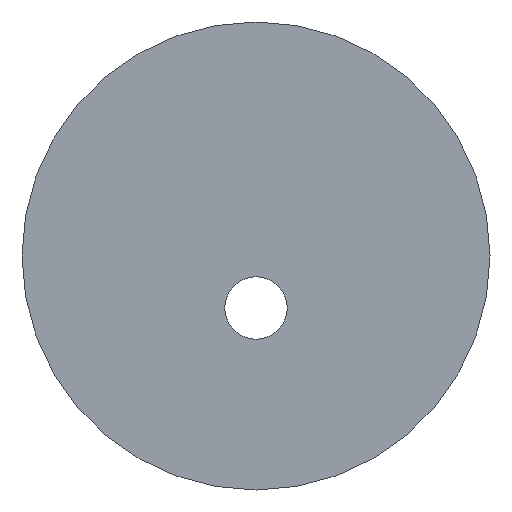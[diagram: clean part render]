
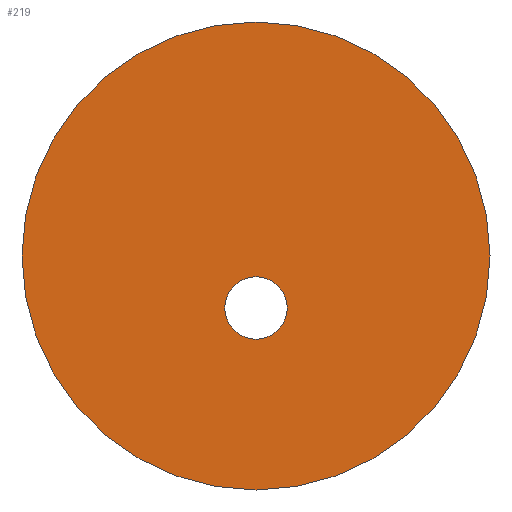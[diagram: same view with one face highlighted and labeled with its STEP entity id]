
A CAD part, front view. The second image highlights one B-rep face of the part: STEP entity #219.
In plain terms, the highlighted planar face has unit normal (0, -1, 0).
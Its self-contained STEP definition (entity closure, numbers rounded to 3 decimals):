
#88 = CARTESIAN_POINT ( 'NONE',  ( 0., 0., 0. ) ) ;
#124 = ORIENTED_EDGE ( 'NONE', *, *, #1224, .T. ) ;
#219 = ADVANCED_FACE ( 'NONE', ( #673, #1395 ), #382, .F. ) ;
#254 = ORIENTED_EDGE ( 'NONE', *, *, #1578, .F. ) ;
#278 = DIRECTION ( 'NONE',  ( 0., 0., 1. ) ) ;
#382 = PLANE ( 'NONE',  #1114 ) ;
#389 = EDGE_CURVE ( 'NONE', #751, #1730, #1095, .T. ) ;
#411 = CARTESIAN_POINT ( 'NONE',  ( 0., 0., -5. ) ) ;
#428 = CARTESIAN_POINT ( 'NONE',  ( 0., 0., -2. ) ) ;
#477 = DIRECTION ( 'NONE',  ( 0., 0., 1. ) ) ;
#483 = CARTESIAN_POINT ( 'NONE',  ( 0., 0., -5. ) ) ;
#587 = DIRECTION ( 'NONE',  ( 0., 1., 0. ) ) ;
#614 = DIRECTION ( 'NONE',  ( 0., 0., 1. ) ) ;
#673 = FACE_BOUND ( 'NONE', #1141, .T. ) ;
#678 = DIRECTION ( 'NONE',  ( 0., 0., 1. ) ) ;
#680 = VERTEX_POINT ( 'NONE', #961 ) ;
#751 = VERTEX_POINT ( 'NONE', #428 ) ;
#761 = DIRECTION ( 'NONE',  ( 0., 1., 0. ) ) ;
#786 = AXIS2_PLACEMENT_3D ( 'NONE', #483, #1216, #614 ) ;
#845 = DIRECTION ( 'NONE',  ( 0., 1., 0. ) ) ;
#917 = CARTESIAN_POINT ( 'NONE',  ( 0., 0., 0. ) ) ;
#934 = VERTEX_POINT ( 'NONE', #1734 ) ;
#961 = CARTESIAN_POINT ( 'NONE',  ( 0., 0., 22.5 ) ) ;
#969 = CIRCLE ( 'NONE', #1263, 22.5 ) ;
#980 = DIRECTION ( 'NONE',  ( 0., 1., 0. ) ) ;
#1000 = AXIS2_PLACEMENT_3D ( 'NONE', #411, #845, #278 ) ;
#1024 = AXIS2_PLACEMENT_3D ( 'NONE', #917, #761, #477 ) ;
#1079 = ORIENTED_EDGE ( 'NONE', *, *, #389, .T. ) ;
#1095 = CIRCLE ( 'NONE', #1000, 3. ) ;
#1114 = AXIS2_PLACEMENT_3D ( 'NONE', #88, #980, #678 ) ;
#1141 = EDGE_LOOP ( 'NONE', ( #1079, #124 ) ) ;
#1171 = CARTESIAN_POINT ( 'NONE',  ( 0., 0., 0. ) ) ;
#1212 = DIRECTION ( 'NONE',  ( 0., 0., 1. ) ) ;
#1216 = DIRECTION ( 'NONE',  ( 0., 1., 0. ) ) ;
#1224 = EDGE_CURVE ( 'NONE', #1730, #751, #1683, .T. ) ;
#1252 = ORIENTED_EDGE ( 'NONE', *, *, #1597, .F. ) ;
#1263 = AXIS2_PLACEMENT_3D ( 'NONE', #1171, #587, #1212 ) ;
#1365 = EDGE_LOOP ( 'NONE', ( #254, #1252 ) ) ;
#1395 = FACE_OUTER_BOUND ( 'NONE', #1365, .T. ) ;
#1408 = CARTESIAN_POINT ( 'NONE',  ( 0., 0., -8. ) ) ;
#1578 = EDGE_CURVE ( 'NONE', #934, #680, #1830, .T. ) ;
#1597 = EDGE_CURVE ( 'NONE', #680, #934, #969, .T. ) ;
#1683 = CIRCLE ( 'NONE', #786, 3. ) ;
#1730 = VERTEX_POINT ( 'NONE', #1408 ) ;
#1734 = CARTESIAN_POINT ( 'NONE',  ( 0., 0., -22.5 ) ) ;
#1830 = CIRCLE ( 'NONE', #1024, 22.5 ) ;
